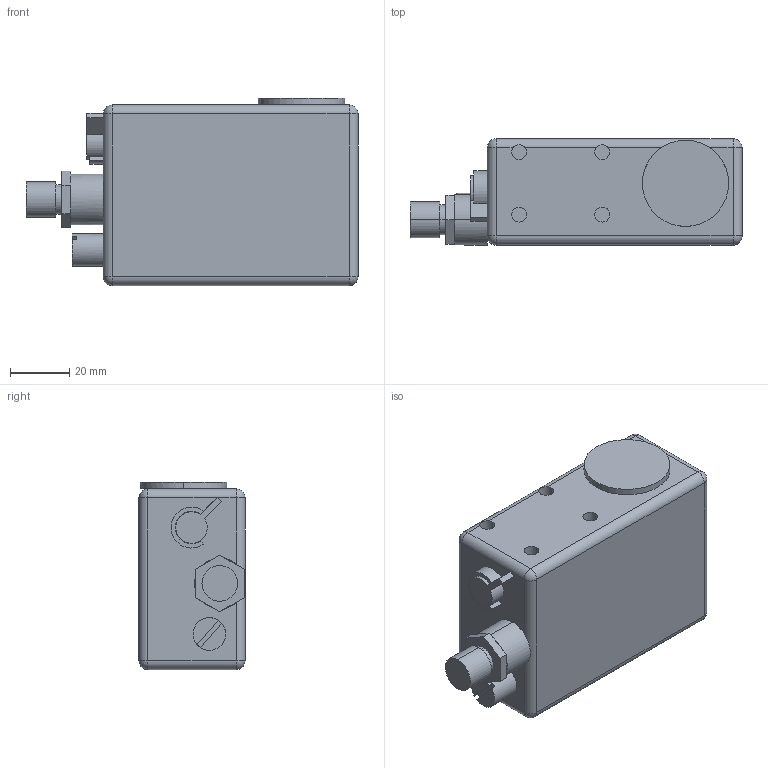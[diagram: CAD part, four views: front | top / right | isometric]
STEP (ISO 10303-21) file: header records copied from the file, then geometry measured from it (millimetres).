
FILE_DESCRIPTION((''),'2;1');
FILE_NAME('RL_F400236A','2006-10-19T',('Pepperl+Fuchs'),('IndustrieHansa'),'PRO/ENGINEER BY PARAMETRIC TECHNOLOGY CORPORATION, 2006200','PRO/ENGINEER BY PARAMETRIC TECHNOLOGY CORPORATION, 2006200','');
FILE_SCHEMA(('AUTOMOTIVE_DESIGN_CC2 { 1 2 10303 214 -1 1 5 2 }'));
Length unit declared in the file: millimetre
Products named in the file (1): RL_F400236A
Bounding box: 111.7 x 35.7 x 63 mm (x, y, z)
Volume: 191598.6 mm3; surface area: 23006.7 mm2
Topology: 1 solids, 1 shells, 93 faces, 221 edges, 148 vertices
Faces by surface type: plane 48, cylinder 37, sphere 8
Entity records: 3802 total; most frequent: DIRECTION 503, CARTESIAN_POINT 461, ORIENTED_EDGE 420, PRESENTATION_STYLE_ASSIGNMENT 265, STYLED_ITEM 235, CURVE_STYLE 222, EDGE_CURVE 210, AXIS2_PLACEMENT_3D 190
